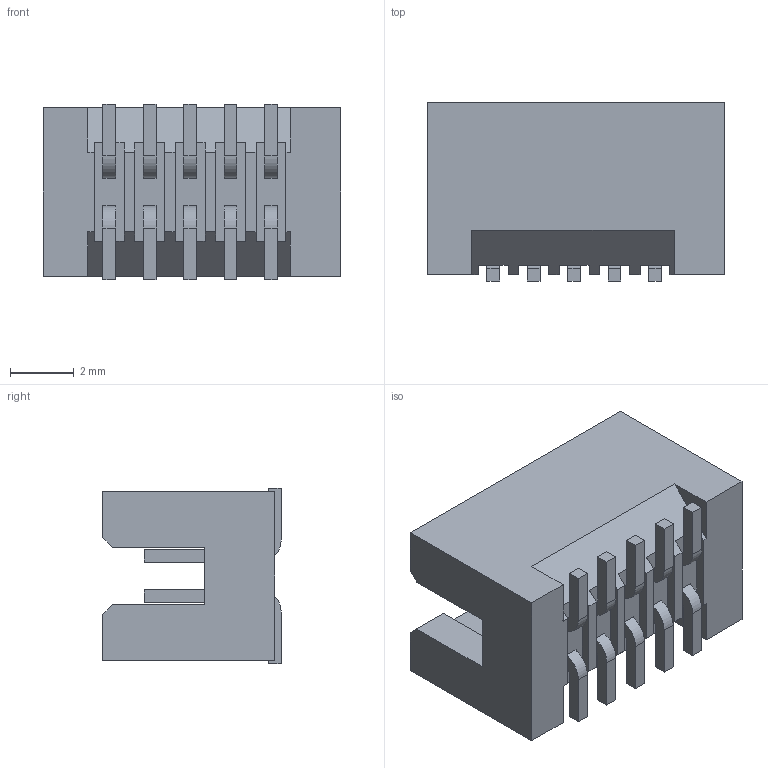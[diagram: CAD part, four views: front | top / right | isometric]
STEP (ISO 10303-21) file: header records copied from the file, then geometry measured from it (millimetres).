
FILE_DESCRIPTION(('STEP AP242'),'1');
FILE_NAME('2002122100010c4lf.stp','2021-06-17T03:40:45',('TraceParts'),('TraceParts S.A.'),'Spatial InterOp 3D',' ',' ');
FILE_SCHEMA(('AP242_MANAGED_MODEL_BASED_3D_ENGINEERING_MIM_LF {1 0 10303 442 1 1 4}'));
Length unit declared in the file: millimetre
Products named in the file (1): 2002122100010c4lf
Bounding box: 9.34 x 5.6 x 5.5 mm (x, y, z)
Volume: 153.1 mm3; surface area: 410.5 mm2
Topology: 1 solids, 1 shells, 198 faces, 508 edges, 332 vertices
Faces by surface type: plane 178, cylinder 20
Entity records: 5927 total; most frequent: CARTESIAN_POINT 1039, ORIENTED_EDGE 1016, DIRECTION 966, EDGE_CURVE 508, LINE 448, VECTOR 448, VERTEX_POINT 332, AXIS2_PLACEMENT_3D 259
